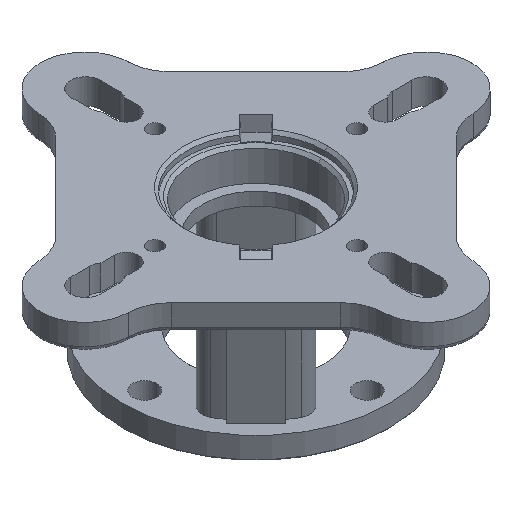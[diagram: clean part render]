
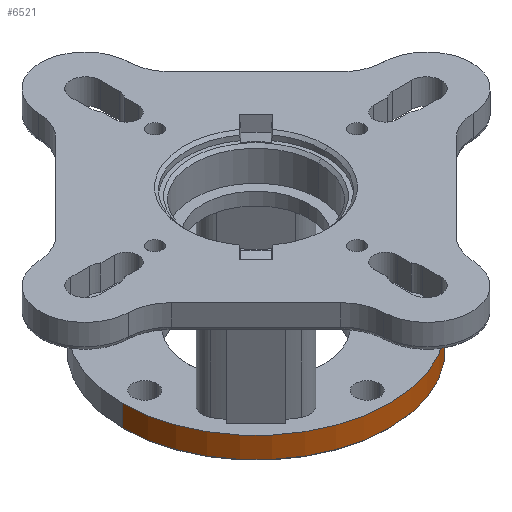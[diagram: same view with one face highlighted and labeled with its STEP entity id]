
A CAD part, isometric view. The second image highlights one B-rep face of the part: STEP entity #6521.
In plain terms, the highlighted cylindrical face has radius 95 mm (diameter 190 mm), a partial arc.
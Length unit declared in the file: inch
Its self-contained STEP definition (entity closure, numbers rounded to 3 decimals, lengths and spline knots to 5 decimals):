
#188 = DIRECTION ( 'NONE',  ( 0., 0., 1. ) ) ;
#412 = DIRECTION ( 'NONE',  ( 0., 0., 1. ) ) ;
#476 = DIRECTION ( 'NONE',  ( 1., 0., 0. ) ) ;
#949 = LINE ( 'NONE', #5205, #6138 ) ;
#1034 = CARTESIAN_POINT ( 'NONE',  ( 0., 0., -3.95669 ) ) ;
#1273 = CARTESIAN_POINT ( 'NONE',  ( 0., 0., -3.95669 ) ) ;
#1284 = CARTESIAN_POINT ( 'NONE',  ( 0., -3.74016, -3.95669 ) ) ;
#1421 = VERTEX_POINT ( 'NONE', #3746 ) ;
#1661 = CYLINDRICAL_SURFACE ( 'NONE', #7472, 3.74016 ) ;
#1745 = DIRECTION ( 'NONE',  ( 1., 0., 0. ) ) ;
#1961 = DIRECTION ( 'NONE',  ( 1., 0., 0. ) ) ;
#2144 = ORIENTED_EDGE ( 'NONE', *, *, #4955, .T. ) ;
#2397 = CIRCLE ( 'NONE', #4169, 3.74016 ) ;
#2423 = EDGE_LOOP ( 'NONE', ( #6700, #3547, #2144, #6314, #7481 ) ) ;
#2431 = CARTESIAN_POINT ( 'NONE',  ( 3.74016, 0., -3.36614 ) ) ;
#3346 = CARTESIAN_POINT ( 'NONE',  ( -3.74016, 0., -3.36614 ) ) ;
#3424 = CIRCLE ( 'NONE', #7408, 3.74016 ) ;
#3547 = ORIENTED_EDGE ( 'NONE', *, *, #6938, .T. ) ;
#3746 = CARTESIAN_POINT ( 'NONE',  ( -3.74016, 0., -3.95669 ) ) ;
#4169 = AXIS2_PLACEMENT_3D ( 'NONE', #8591, #4588, #476 ) ;
#4235 = EDGE_CURVE ( 'NONE', #1421, #4491, #6764, .T. ) ;
#4320 = CARTESIAN_POINT ( 'NONE',  ( -3.74016, 0., 0. ) ) ;
#4409 = EDGE_CURVE ( 'NONE', #5352, #4983, #949, .T. ) ;
#4488 = CARTESIAN_POINT ( 'NONE',  ( 3.74016, 0., -3.95669 ) ) ;
#4491 = VERTEX_POINT ( 'NONE', #3346 ) ;
#4588 = DIRECTION ( 'NONE',  ( 0., 0., -1. ) ) ;
#4955 = EDGE_CURVE ( 'NONE', #6368, #5352, #3424, .T. ) ;
#4983 = VERTEX_POINT ( 'NONE', #2431 ) ;
#5199 = VECTOR ( 'NONE', #188, 39.37008 ) ;
#5205 = CARTESIAN_POINT ( 'NONE',  ( 3.74016, 0., 0. ) ) ;
#5352 = VERTEX_POINT ( 'NONE', #4488 ) ;
#5372 = AXIS2_PLACEMENT_3D ( 'NONE', #1273, #5969, #1961 ) ;
#5609 = DIRECTION ( 'NONE',  ( 0., 0., 1. ) ) ;
#5744 = DIRECTION ( 'NONE',  ( 0., 0., 1. ) ) ;
#5969 = DIRECTION ( 'NONE',  ( 0., 0., 1. ) ) ;
#6061 = CIRCLE ( 'NONE', #5372, 3.74016 ) ;
#6138 = VECTOR ( 'NONE', #412, 39.37008 ) ;
#6290 = DIRECTION ( 'NONE',  ( 1., 0., 0. ) ) ;
#6314 = ORIENTED_EDGE ( 'NONE', *, *, #4409, .T. ) ;
#6368 = VERTEX_POINT ( 'NONE', #1284 ) ;
#6521 = ADVANCED_FACE ( 'NONE', ( #7004 ), #1661, .T. ) ;
#6700 = ORIENTED_EDGE ( 'NONE', *, *, #4235, .F. ) ;
#6722 = EDGE_CURVE ( 'NONE', #4983, #4491, #2397, .T. ) ;
#6764 = LINE ( 'NONE', #4320, #5199 ) ;
#6910 = CARTESIAN_POINT ( 'NONE',  ( 0., 0., 0. ) ) ;
#6938 = EDGE_CURVE ( 'NONE', #1421, #6368, #6061, .T. ) ;
#7004 = FACE_OUTER_BOUND ( 'NONE', #2423, .T. ) ;
#7408 = AXIS2_PLACEMENT_3D ( 'NONE', #1034, #5744, #1745 ) ;
#7472 = AXIS2_PLACEMENT_3D ( 'NONE', #6910, #5609, #6290 ) ;
#7481 = ORIENTED_EDGE ( 'NONE', *, *, #6722, .T. ) ;
#8591 = CARTESIAN_POINT ( 'NONE',  ( 0., 0., -3.36614 ) ) ;
